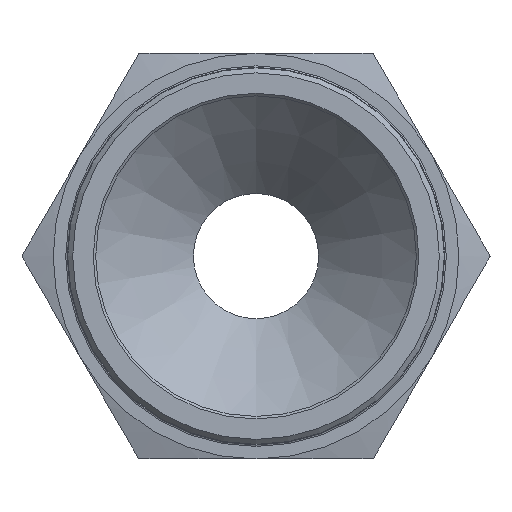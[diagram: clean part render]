
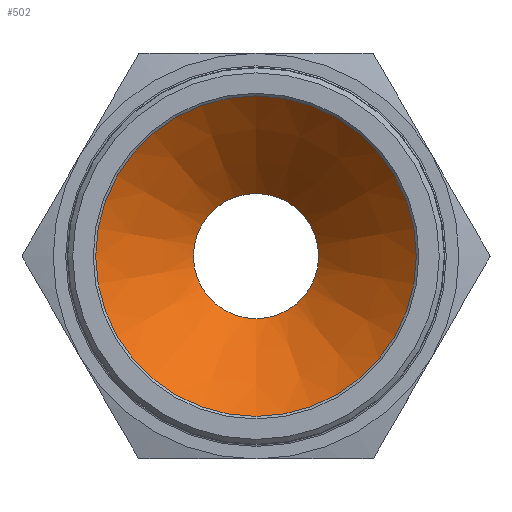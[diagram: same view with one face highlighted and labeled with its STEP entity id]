
A CAD part, left-side view. The second image highlights one B-rep face of the part: STEP entity #502.
In plain terms, the highlighted conical face has half-angle 45 degrees and reference radius 22.25 mm.
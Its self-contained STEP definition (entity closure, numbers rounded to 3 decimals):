
#502 = ADVANCED_FACE ( 'NONE', ( #3943, #3942 ), #10851, .F. ) ;
#708 = EDGE_CURVE ( 'NONE', #9332, #9332, #2221, .T. ) ;
#743 = EDGE_CURVE ( 'NONE', #9376, #9376, #2284, .T. ) ;
#1422 = CARTESIAN_POINT ( 'NONE',  ( 9.75, 0., 0. ) ) ;
#1428 = DIRECTION ( 'NONE',  ( 0., 0., 1. ) ) ;
#1436 = DIRECTION ( 'NONE',  ( -1., 0., 0. ) ) ;
#1565 = DIRECTION ( 'NONE',  ( -1., 0., 0. ) ) ;
#1570 = CARTESIAN_POINT ( 'NONE',  ( -9.75, 0., 0. ) ) ;
#1591 = DIRECTION ( 'NONE',  ( 0., 0., 1. ) ) ;
#2221 = CIRCLE ( 'NONE', #2235, 12.5 ) ;
#2235 = AXIS2_PLACEMENT_3D ( 'NONE', #1422, #1436, #1428 ) ;
#2262 = AXIS2_PLACEMENT_3D ( 'NONE', #1570, #1565, #1591 ) ;
#2284 = CIRCLE ( 'NONE', #2262, 32. ) ;
#3938 = CARTESIAN_POINT ( 'NONE',  ( 0., 0., 0. ) ) ;
#3942 = FACE_OUTER_BOUND ( 'NONE', #4912, .T. ) ;
#3943 = FACE_BOUND ( 'NONE', #4955, .T. ) ;
#3944 = DIRECTION ( 'NONE',  ( -1., 0., 0. ) ) ;
#3945 = DIRECTION ( 'NONE',  ( 0., 0., -1. ) ) ;
#4912 = EDGE_LOOP ( 'NONE', ( #5260 ) ) ;
#4955 = EDGE_LOOP ( 'NONE', ( #5273 ) ) ;
#5260 = ORIENTED_EDGE ( 'NONE', *, *, #743, .T. ) ;
#5273 = ORIENTED_EDGE ( 'NONE', *, *, #708, .F. ) ;
#9332 = VERTEX_POINT ( 'NONE', #9348 ) ;
#9348 = CARTESIAN_POINT ( 'NONE',  ( 9.75, 0., 12.5 ) ) ;
#9376 = VERTEX_POINT ( 'NONE', #9413 ) ;
#9413 = CARTESIAN_POINT ( 'NONE',  ( -9.75, 0., 32. ) ) ;
#10851 = CONICAL_SURFACE ( 'NONE', #10853, 22.25, 0.785 ) ;
#10853 = AXIS2_PLACEMENT_3D ( 'NONE', #3938, #3944, #3945 ) ;
